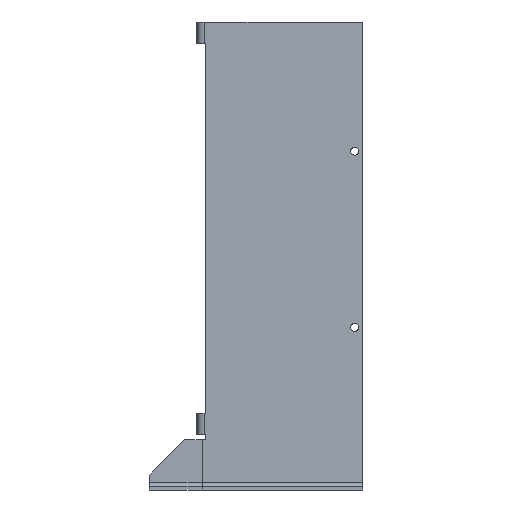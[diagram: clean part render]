
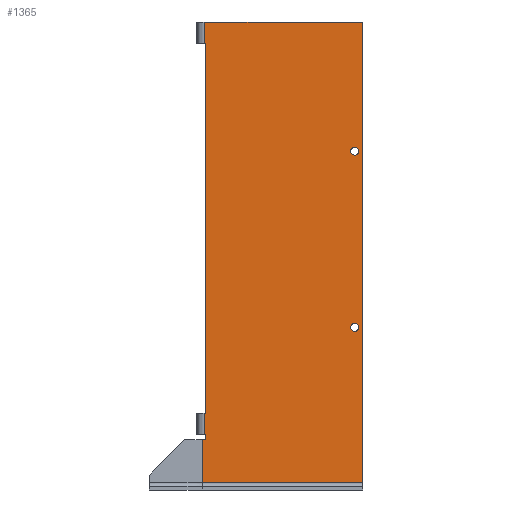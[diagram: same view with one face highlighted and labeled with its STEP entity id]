
A CAD part, left-side view. The second image highlights one B-rep face of the part: STEP entity #1365.
In plain terms, the highlighted planar face has unit normal (-1, 0, 0).
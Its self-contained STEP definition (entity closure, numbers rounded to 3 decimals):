
#1005=AXIS2_PLACEMENT_3D('Circle Axis2P3D',#1003,#1004,$) ;
#1040=AXIS2_PLACEMENT_3D('Circle Axis2P3D',#1038,#1039,$) ;
#1062=AXIS2_PLACEMENT_3D('Circle Axis2P3D',#1060,#1061,$) ;
#1097=AXIS2_PLACEMENT_3D('Circle Axis2P3D',#1095,#1096,$) ;
#1325=AXIS2_PLACEMENT_3D('Plane Axis2P3D',#1322,#1323,#1324) ;
#268=CARTESIAN_POINT('Line Origine',(-107.,0.,121.25)) ;
#272=CARTESIAN_POINT('Vertex',(-107.,0.,-9.5)) ;
#274=CARTESIAN_POINT('Vertex',(-107.,0.,252.)) ;
#360=CARTESIAN_POINT('Vertex',(-107.,91.,-9.5)) ;
#390=CARTESIAN_POINT('Line Origine',(-107.,90.,15.)) ;
#394=CARTESIAN_POINT('Vertex',(-107.,89.,15.)) ;
#396=CARTESIAN_POINT('Vertex',(-107.,91.,15.)) ;
#437=CARTESIAN_POINT('Line Origine',(-107.,89.,16.5)) ;
#441=CARTESIAN_POINT('Vertex',(-107.,89.,18.)) ;
#489=CARTESIAN_POINT('Line Origine',(-107.,89.5,18.)) ;
#493=CARTESIAN_POINT('Vertex',(-107.,90.,18.)) ;
#519=CARTESIAN_POINT('Line Origine',(-107.,89.,135.)) ;
#523=CARTESIAN_POINT('Vertex',(-107.,89.,240.)) ;
#525=CARTESIAN_POINT('Vertex',(-107.,89.,30.)) ;
#587=CARTESIAN_POINT('Line Origine',(-107.,89.5,240.)) ;
#591=CARTESIAN_POINT('Vertex',(-107.,90.,240.)) ;
#956=CARTESIAN_POINT('Line Origine',(-107.,90.,135.)) ;
#960=CARTESIAN_POINT('Vertex',(-107.,90.,252.)) ;
#1003=CARTESIAN_POINT('Axis2P3D Location',(-107.,4.5,78.75)) ;
#1007=CARTESIAN_POINT('Vertex',(-107.,2.25,78.75)) ;
#1009=CARTESIAN_POINT('Vertex',(-107.,6.75,78.75)) ;
#1038=CARTESIAN_POINT('Axis2P3D Location',(-107.,4.5,78.75)) ;
#1060=CARTESIAN_POINT('Axis2P3D Location',(-107.,4.5,178.75)) ;
#1064=CARTESIAN_POINT('Vertex',(-107.,2.25,178.75)) ;
#1066=CARTESIAN_POINT('Vertex',(-107.,6.75,178.75)) ;
#1095=CARTESIAN_POINT('Axis2P3D Location',(-107.,4.5,178.75)) ;
#1128=CARTESIAN_POINT('Vertex',(-107.,90.,30.)) ;
#1131=CARTESIAN_POINT('Line Origine',(-107.,89.5,30.)) ;
#1171=CARTESIAN_POINT('Line Origine',(-107.,89.5,252.)) ;
#1175=CARTESIAN_POINT('Vertex',(-107.,89.,252.)) ;
#1253=CARTESIAN_POINT('Line Origine',(-107.,90.,135.)) ;
#1322=CARTESIAN_POINT('Axis2P3D Location',(-107.,125.,252.)) ;
#1327=CARTESIAN_POINT('Line Origine',(-107.,91.,2.75)) ;
#1332=CARTESIAN_POINT('Line Origine',(-107.,45.5,-9.5)) ;
#1337=CARTESIAN_POINT('Line Origine',(-107.,44.5,252.)) ;
#269=DIRECTION('Vector Direction',(0.,0.,-1.)) ;
#391=DIRECTION('Vector Direction',(0.,-1.,0.)) ;
#438=DIRECTION('Vector Direction',(0.,0.,1.)) ;
#490=DIRECTION('Vector Direction',(0.,1.,0.)) ;
#520=DIRECTION('Vector Direction',(0.,0.,1.)) ;
#588=DIRECTION('Vector Direction',(0.,1.,0.)) ;
#957=DIRECTION('Vector Direction',(0.,0.,1.)) ;
#1004=DIRECTION('Axis2P3D Direction',(1.,0.,0.)) ;
#1039=DIRECTION('Axis2P3D Direction',(1.,0.,0.)) ;
#1061=DIRECTION('Axis2P3D Direction',(1.,0.,0.)) ;
#1096=DIRECTION('Axis2P3D Direction',(1.,0.,0.)) ;
#1132=DIRECTION('Vector Direction',(0.,1.,0.)) ;
#1172=DIRECTION('Vector Direction',(0.,1.,0.)) ;
#1254=DIRECTION('Vector Direction',(0.,0.,1.)) ;
#1323=DIRECTION('Axis2P3D Direction',(-1.,-0.,-0.)) ;
#1324=DIRECTION('Axis2P3D XDirection',(0.,0.,-1.)) ;
#1328=DIRECTION('Vector Direction',(0.,0.,-1.)) ;
#1333=DIRECTION('Vector Direction',(0.,-1.,0.)) ;
#1338=DIRECTION('Vector Direction',(0.,-1.,0.)) ;
#270=VECTOR('Line Direction',#269,1.) ;
#392=VECTOR('Line Direction',#391,1.) ;
#439=VECTOR('Line Direction',#438,1.) ;
#491=VECTOR('Line Direction',#490,1.) ;
#521=VECTOR('Line Direction',#520,1.) ;
#589=VECTOR('Line Direction',#588,1.) ;
#958=VECTOR('Line Direction',#957,1.) ;
#1133=VECTOR('Line Direction',#1132,1.) ;
#1173=VECTOR('Line Direction',#1172,1.) ;
#1255=VECTOR('Line Direction',#1254,1.) ;
#1329=VECTOR('Line Direction',#1328,1.) ;
#1334=VECTOR('Line Direction',#1333,1.) ;
#1339=VECTOR('Line Direction',#1338,1.) ;
#1343=ORIENTED_EDGE('',*,*,#495,.T.) ;
#1344=ORIENTED_EDGE('',*,*,#443,.T.) ;
#1345=ORIENTED_EDGE('',*,*,#398,.T.) ;
#1346=ORIENTED_EDGE('',*,*,#1331,.F.) ;
#1347=ORIENTED_EDGE('',*,*,#1336,.T.) ;
#1348=ORIENTED_EDGE('',*,*,#276,.T.) ;
#1349=ORIENTED_EDGE('',*,*,#1341,.F.) ;
#1350=ORIENTED_EDGE('',*,*,#1177,.F.) ;
#1351=ORIENTED_EDGE('',*,*,#962,.F.) ;
#1352=ORIENTED_EDGE('',*,*,#593,.T.) ;
#1353=ORIENTED_EDGE('',*,*,#527,.T.) ;
#1354=ORIENTED_EDGE('',*,*,#1135,.F.) ;
#1355=ORIENTED_EDGE('',*,*,#1257,.T.) ;
#1358=ORIENTED_EDGE('',*,*,#1099,.F.) ;
#1359=ORIENTED_EDGE('',*,*,#1068,.F.) ;
#1362=ORIENTED_EDGE('',*,*,#1011,.F.) ;
#1363=ORIENTED_EDGE('',*,*,#1042,.F.) ;
#1360=FACE_BOUND('',#1357,.T.) ;
#1364=FACE_BOUND('',#1361,.T.) ;
#1365=ADVANCED_FACE('RA4847001_1PA_001_01_SPALLA_DX_INTERR_FISSO (E1.2_III_F_FIXING_PONTS)',(#1356,#1360,#1364),#1326,.T.) ;
#1006=CIRCLE('generated circle',#1005,2.25) ;
#1041=CIRCLE('generated circle',#1040,2.25) ;
#1063=CIRCLE('generated circle',#1062,2.25) ;
#1098=CIRCLE('generated circle',#1097,2.25) ;
#276=EDGE_CURVE('',#273,#275,#271,.F.) ;
#398=EDGE_CURVE('',#395,#397,#393,.F.) ;
#443=EDGE_CURVE('',#442,#395,#440,.F.) ;
#495=EDGE_CURVE('',#494,#442,#492,.F.) ;
#527=EDGE_CURVE('',#524,#526,#522,.F.) ;
#593=EDGE_CURVE('',#592,#524,#590,.F.) ;
#962=EDGE_CURVE('',#592,#961,#959,.T.) ;
#1011=EDGE_CURVE('',#1008,#1010,#1006,.F.) ;
#1042=EDGE_CURVE('',#1010,#1008,#1041,.F.) ;
#1068=EDGE_CURVE('',#1065,#1067,#1063,.F.) ;
#1099=EDGE_CURVE('',#1067,#1065,#1098,.F.) ;
#1135=EDGE_CURVE('',#1129,#526,#1134,.F.) ;
#1177=EDGE_CURVE('',#961,#1176,#1174,.F.) ;
#1257=EDGE_CURVE('',#1129,#494,#1256,.F.) ;
#1331=EDGE_CURVE('',#361,#397,#1330,.F.) ;
#1336=EDGE_CURVE('',#361,#273,#1335,.T.) ;
#1341=EDGE_CURVE('',#1176,#275,#1340,.T.) ;
#1342=EDGE_LOOP('',(#1343,#1344,#1345,#1346,#1347,#1348,#1349,#1350,#1351,#1352,#1353,#1354,#1355)) ;
#1357=EDGE_LOOP('',(#1358,#1359)) ;
#1361=EDGE_LOOP('',(#1362,#1363)) ;
#1356=FACE_OUTER_BOUND('',#1342,.T.) ;
#271=LINE('Line',#268,#270) ;
#393=LINE('Line',#390,#392) ;
#440=LINE('Line',#437,#439) ;
#492=LINE('Line',#489,#491) ;
#522=LINE('Line',#519,#521) ;
#590=LINE('Line',#587,#589) ;
#959=LINE('Line',#956,#958) ;
#1134=LINE('Line',#1131,#1133) ;
#1174=LINE('Line',#1171,#1173) ;
#1256=LINE('Line',#1253,#1255) ;
#1330=LINE('Line',#1327,#1329) ;
#1335=LINE('Line',#1332,#1334) ;
#1340=LINE('Line',#1337,#1339) ;
#1326=PLANE('',#1325) ;
#273=VERTEX_POINT('',#272) ;
#275=VERTEX_POINT('',#274) ;
#361=VERTEX_POINT('',#360) ;
#395=VERTEX_POINT('',#394) ;
#397=VERTEX_POINT('',#396) ;
#442=VERTEX_POINT('',#441) ;
#494=VERTEX_POINT('',#493) ;
#524=VERTEX_POINT('',#523) ;
#526=VERTEX_POINT('',#525) ;
#592=VERTEX_POINT('',#591) ;
#961=VERTEX_POINT('',#960) ;
#1008=VERTEX_POINT('',#1007) ;
#1010=VERTEX_POINT('',#1009) ;
#1065=VERTEX_POINT('',#1064) ;
#1067=VERTEX_POINT('',#1066) ;
#1129=VERTEX_POINT('',#1128) ;
#1176=VERTEX_POINT('',#1175) ;
